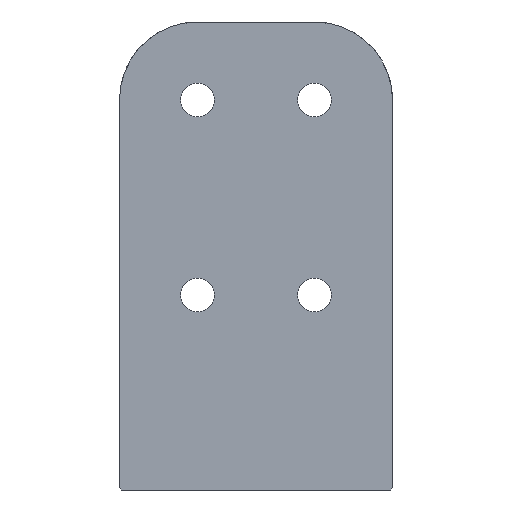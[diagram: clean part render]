
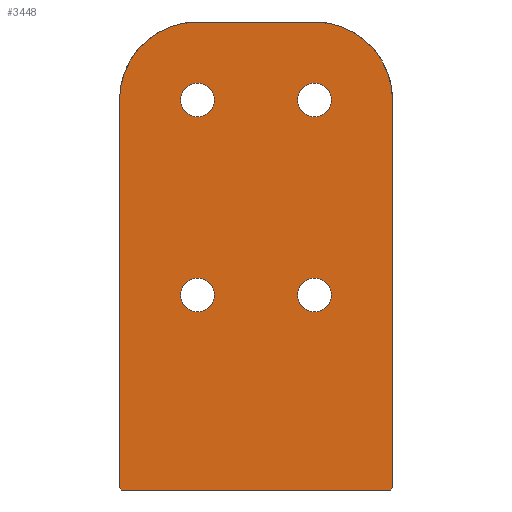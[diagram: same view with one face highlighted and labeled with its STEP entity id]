
A CAD part, left-side view. The second image highlights one B-rep face of the part: STEP entity #3448.
In plain terms, the highlighted planar face has unit normal (-1, 0, 0).
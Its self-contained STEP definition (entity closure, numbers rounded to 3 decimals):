
#546=FACE_BOUND('',#955,.T.);
#547=FACE_BOUND('',#956,.T.);
#548=FACE_BOUND('',#957,.T.);
#549=FACE_BOUND('',#958,.T.);
#623=CIRCLE('',#3726,10.);
#624=CIRCLE('',#3729,10.);
#637=CIRCLE('',#3759,2.15);
#638=CIRCLE('',#3761,2.15);
#639=CIRCLE('',#3763,2.15);
#640=CIRCLE('',#3765,2.15);
#721=FACE_OUTER_BOUND('',#954,.T.);
#954=EDGE_LOOP('',(#2661,#2662,#2663,#2664,#2665,#2666,#2667,#2668));
#955=EDGE_LOOP('',(#2669));
#956=EDGE_LOOP('',(#2670));
#957=EDGE_LOOP('',(#2671));
#958=EDGE_LOOP('',(#2672));
#1105=LINE('',#4286,#1212);
#1118=LINE('',#4325,#1225);
#1121=LINE('',#4329,#1228);
#1125=LINE('',#4343,#1232);
#1184=LINE('',#5168,#1291);
#1186=LINE('',#5174,#1293);
#1212=VECTOR('',#3801,10.);
#1225=VECTOR('',#3838,10.);
#1228=VECTOR('',#3843,10.);
#1232=VECTOR('',#3855,10.);
#1291=VECTOR('',#4116,10.);
#1293=VECTOR('',#4124,10.);
#1319=VERTEX_POINT('',#4284);
#1320=VERTEX_POINT('',#4285);
#1333=VERTEX_POINT('',#4323);
#1334=VERTEX_POINT('',#4324);
#1340=VERTEX_POINT('',#4341);
#1492=VERTEX_POINT('',#5162);
#1493=VERTEX_POINT('',#5166);
#1494=VERTEX_POINT('',#5170);
#1509=VERTEX_POINT('',#5239);
#1510=VERTEX_POINT('',#5243);
#1511=VERTEX_POINT('',#5247);
#1512=VERTEX_POINT('',#5251);
#1664=EDGE_CURVE('',#1319,#1320,#1105,.T.);
#1683=EDGE_CURVE('',#1333,#1334,#1118,.T.);
#1686=EDGE_CURVE('',#1333,#1320,#1121,.T.);
#1693=EDGE_CURVE('',#1319,#1340,#1125,.T.);
#1890=EDGE_CURVE('',#1492,#1340,#623,.T.);
#1892=EDGE_CURVE('',#1492,#1493,#1184,.T.);
#1894=EDGE_CURVE('',#1494,#1493,#624,.T.);
#1895=EDGE_CURVE('',#1494,#1334,#1186,.T.);
#1925=EDGE_CURVE('',#1509,#1509,#637,.T.);
#1927=EDGE_CURVE('',#1510,#1510,#638,.T.);
#1929=EDGE_CURVE('',#1511,#1511,#639,.T.);
#1931=EDGE_CURVE('',#1512,#1512,#640,.T.);
#2661=ORIENTED_EDGE('',*,*,#1683,.F.);
#2662=ORIENTED_EDGE('',*,*,#1686,.T.);
#2663=ORIENTED_EDGE('',*,*,#1664,.F.);
#2664=ORIENTED_EDGE('',*,*,#1693,.T.);
#2665=ORIENTED_EDGE('',*,*,#1890,.F.);
#2666=ORIENTED_EDGE('',*,*,#1892,.T.);
#2667=ORIENTED_EDGE('',*,*,#1894,.F.);
#2668=ORIENTED_EDGE('',*,*,#1895,.T.);
#2669=ORIENTED_EDGE('',*,*,#1931,.F.);
#2670=ORIENTED_EDGE('',*,*,#1929,.F.);
#2671=ORIENTED_EDGE('',*,*,#1927,.F.);
#2672=ORIENTED_EDGE('',*,*,#1925,.F.);
#3347=PLANE('',#3766);
#3448=ADVANCED_FACE('',(#721,#546,#547,#548,#549),#3347,.F.);
#3726=AXIS2_PLACEMENT_3D('',#5164,#4111,#4112);
#3729=AXIS2_PLACEMENT_3D('',#5172,#4120,#4121);
#3759=AXIS2_PLACEMENT_3D('',#5241,#4196,#4197);
#3761=AXIS2_PLACEMENT_3D('',#5245,#4201,#4202);
#3763=AXIS2_PLACEMENT_3D('',#5249,#4206,#4207);
#3765=AXIS2_PLACEMENT_3D('',#5253,#4211,#4212);
#3766=AXIS2_PLACEMENT_3D('',#5254,#4213,#4214);
#3801=DIRECTION('',(0.,0.707,-0.707));
#3838=DIRECTION('',(0.,0.707,0.707));
#3843=DIRECTION('',(0.,-1.,0.));
#3855=DIRECTION('',(0.,0.,1.));
#4111=DIRECTION('center_axis',(1.,0.,0.));
#4112=DIRECTION('ref_axis',(0.,0.,1.));
#4116=DIRECTION('',(0.,1.,0.));
#4120=DIRECTION('center_axis',(1.,0.,0.));
#4121=DIRECTION('ref_axis',(0.,1.,0.));
#4124=DIRECTION('',(0.,0.,-1.));
#4196=DIRECTION('center_axis',(-1.,0.,0.));
#4197=DIRECTION('ref_axis',(0.,0.,-1.));
#4201=DIRECTION('center_axis',(-1.,0.,0.));
#4202=DIRECTION('ref_axis',(0.,0.,-1.));
#4206=DIRECTION('center_axis',(-1.,0.,0.));
#4207=DIRECTION('ref_axis',(0.,0.,-1.));
#4211=DIRECTION('center_axis',(-1.,0.,0.));
#4212=DIRECTION('ref_axis',(0.,0.,-1.));
#4213=DIRECTION('center_axis',(1.,0.,0.));
#4214=DIRECTION('ref_axis',(0.,0.,-1.));
#4284=CARTESIAN_POINT('',(-40.,-17.5,-3.2));
#4285=CARTESIAN_POINT('',(-40.,-17.2,-3.5));
#4286=CARTESIAN_POINT('',(-40.,-20.475,-0.225));
#4323=CARTESIAN_POINT('',(-40.,17.2,-3.5));
#4324=CARTESIAN_POINT('',(-40.,17.5,-3.2));
#4325=CARTESIAN_POINT('',(-40.,20.475,-0.225));
#4329=CARTESIAN_POINT('',(-40.,17.5,-3.5));
#4341=CARTESIAN_POINT('',(-40.,-17.5,46.5));
#4343=CARTESIAN_POINT('',(-40.,-17.5,-3.5));
#5162=CARTESIAN_POINT('',(-40.,-7.5,56.5));
#5164=CARTESIAN_POINT('Origin',(-40.,-7.5,46.5));
#5166=CARTESIAN_POINT('',(-40.,7.5,56.5));
#5168=CARTESIAN_POINT('',(-40.,-7.5,56.5));
#5170=CARTESIAN_POINT('',(-40.,17.5,46.5));
#5172=CARTESIAN_POINT('Origin',(-40.,7.5,46.5));
#5174=CARTESIAN_POINT('',(-40.,17.5,46.5));
#5239=CARTESIAN_POINT('',(-40.,-7.5,48.65));
#5241=CARTESIAN_POINT('Origin',(-40.,-7.5,46.5));
#5243=CARTESIAN_POINT('',(-40.,7.5,48.65));
#5245=CARTESIAN_POINT('Origin',(-40.,7.5,46.5));
#5247=CARTESIAN_POINT('',(-40.,7.5,23.65));
#5249=CARTESIAN_POINT('Origin',(-40.,7.5,21.5));
#5251=CARTESIAN_POINT('',(-40.,-7.5,23.65));
#5253=CARTESIAN_POINT('Origin',(-40.,-7.5,21.5));
#5254=CARTESIAN_POINT('Origin',(-40.,0.,26.5));
